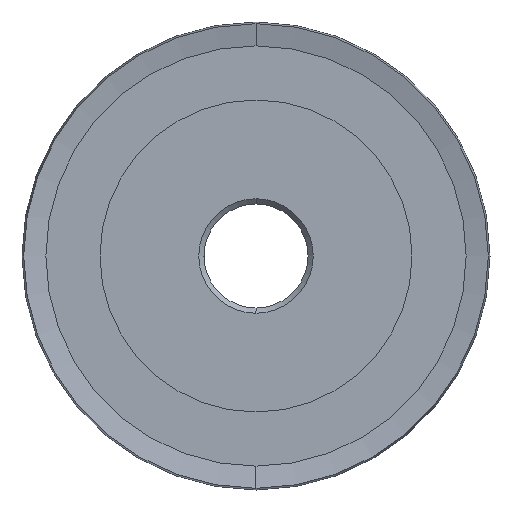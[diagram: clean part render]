
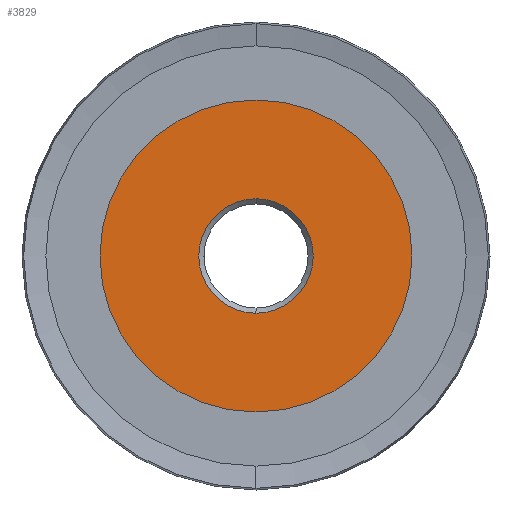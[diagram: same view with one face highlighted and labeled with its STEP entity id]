
A CAD part, left-side view. The second image highlights one B-rep face of the part: STEP entity #3829.
In plain terms, the highlighted planar face has unit normal (-1, 0, 0).
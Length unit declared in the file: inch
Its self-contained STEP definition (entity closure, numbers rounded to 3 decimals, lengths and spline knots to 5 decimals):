
#70 = VERTEX_POINT ( 'NONE', #739 ) ;
#112 = DIRECTION ( 'NONE',  ( 0., 0., 1. ) ) ;
#305 = EDGE_LOOP ( 'NONE', ( #3286, #643 ) ) ;
#643 = ORIENTED_EDGE ( 'NONE', *, *, #3439, .T. ) ;
#702 = DIRECTION ( 'NONE',  ( -1., 0., 0. ) ) ;
#739 = CARTESIAN_POINT ( 'NONE',  ( 0., 0., 0.275 ) ) ;
#775 = EDGE_CURVE ( 'NONE', #70, #5870, #5101, .T. ) ;
#1178 = DIRECTION ( 'NONE',  ( -1., 0., 0. ) ) ;
#1245 = PLANE ( 'NONE',  #6822 ) ;
#1700 = ORIENTED_EDGE ( 'NONE', *, *, #3432, .T. ) ;
#1785 = DIRECTION ( 'NONE',  ( -1., 0., 0. ) ) ;
#1857 = EDGE_CURVE ( 'NONE', #6751, #6426, #6408, .T. ) ;
#2067 = CIRCLE ( 'NONE', #5641, 0.75 ) ;
#2607 = FACE_OUTER_BOUND ( 'NONE', #3799, .T. ) ;
#3044 = DIRECTION ( 'NONE',  ( 1., 0., 0. ) ) ;
#3286 = ORIENTED_EDGE ( 'NONE', *, *, #775, .T. ) ;
#3301 = DIRECTION ( 'NONE',  ( 1., 0., 0. ) ) ;
#3432 = EDGE_CURVE ( 'NONE', #6426, #6751, #2067, .T. ) ;
#3439 = EDGE_CURVE ( 'NONE', #5870, #70, #6134, .T. ) ;
#3678 = CARTESIAN_POINT ( 'NONE',  ( 0., 0., 0.75 ) ) ;
#3799 = EDGE_LOOP ( 'NONE', ( #1700, #5347 ) ) ;
#3829 = ADVANCED_FACE ( 'NONE', ( #4022, #2607 ), #1245, .T. ) ;
#3879 = CARTESIAN_POINT ( 'NONE',  ( 0., 0., 0. ) ) ;
#3893 = AXIS2_PLACEMENT_3D ( 'NONE', #3879, #702, #4420 ) ;
#4022 = FACE_BOUND ( 'NONE', #305, .T. ) ;
#4329 = AXIS2_PLACEMENT_3D ( 'NONE', #6195, #3044, #6692 ) ;
#4343 = CARTESIAN_POINT ( 'NONE',  ( 0., 0., 0. ) ) ;
#4420 = DIRECTION ( 'NONE',  ( 0., 0., 1. ) ) ;
#4890 = DIRECTION ( 'NONE',  ( 0., 0., 1. ) ) ;
#4959 = CARTESIAN_POINT ( 'NONE',  ( 0., 0., 0. ) ) ;
#5049 = CARTESIAN_POINT ( 'NONE',  ( 0., 0., -0.75 ) ) ;
#5101 = CIRCLE ( 'NONE', #4329, 0.275 ) ;
#5347 = ORIENTED_EDGE ( 'NONE', *, *, #1857, .T. ) ;
#5485 = DIRECTION ( 'NONE',  ( 0., 0., 1. ) ) ;
#5583 = CARTESIAN_POINT ( 'NONE',  ( 0., 0., -0.275 ) ) ;
#5641 = AXIS2_PLACEMENT_3D ( 'NONE', #4343, #1178, #4890 ) ;
#5870 = VERTEX_POINT ( 'NONE', #5583 ) ;
#5954 = AXIS2_PLACEMENT_3D ( 'NONE', #6448, #3301, #112 ) ;
#6134 = CIRCLE ( 'NONE', #5954, 0.275 ) ;
#6195 = CARTESIAN_POINT ( 'NONE',  ( 0., 0., 0. ) ) ;
#6408 = CIRCLE ( 'NONE', #3893, 0.75 ) ;
#6426 = VERTEX_POINT ( 'NONE', #5049 ) ;
#6448 = CARTESIAN_POINT ( 'NONE',  ( 0., 0., 0. ) ) ;
#6692 = DIRECTION ( 'NONE',  ( 0., 0., 1. ) ) ;
#6751 = VERTEX_POINT ( 'NONE', #3678 ) ;
#6822 = AXIS2_PLACEMENT_3D ( 'NONE', #4959, #1785, #5485 ) ;
